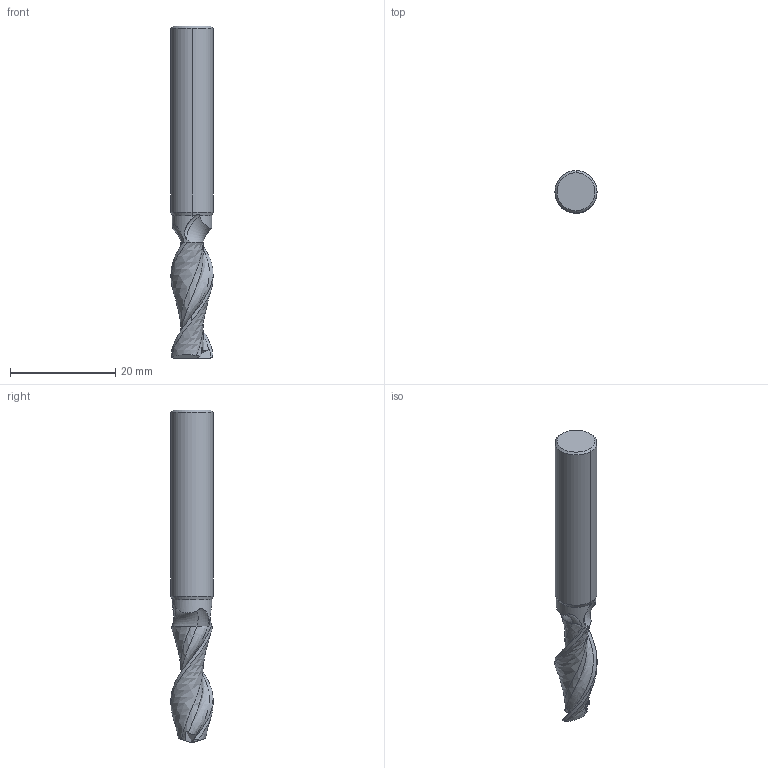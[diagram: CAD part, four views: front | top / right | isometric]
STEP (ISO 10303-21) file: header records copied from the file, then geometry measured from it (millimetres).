
FILE_DESCRIPTION(('no description'),'unknown implementation level');
FILE_NAME('EXN1-M06-0103-8_0_5-Detail.stp',' ',('CIMSOURCE GmbH'),('CADClick - KiM GmbH - www.kimweb.de'),'unknown preprocess','ACIS','unknown authorization');
FILE_SCHEMA(('automotive_design'));
Length unit declared in the file: millimetre
Products named in the file (2): NOCUT; CUT
Bounding box: 8 x 8 x 63 mm (x, y, z)
Volume: 2484.5 mm3; surface area: 1607.4 mm2
Topology: 2 solids, 2 shells, 63 faces, 172 edges, 109 vertices
Faces by surface type: plane 17, bspline 16, cone 12, revolution 10, cylinder 6, torus 2
Entity records: 10544 total; most frequent: CARTESIAN_POINT 7246, STYLED_ITEM 342, PRESENTATION_STYLE_ASSIGNMENT 342, COLOUR_RGB 342, ORIENTED_EDGE 336, DIRECTION 200, EDGE_CURVE 168, CURVE_STYLE 168
